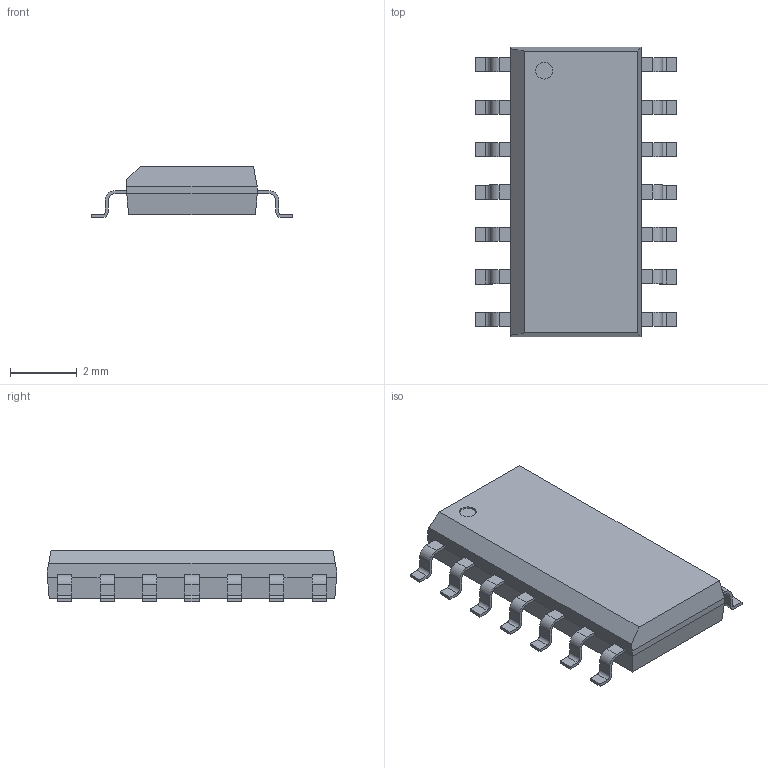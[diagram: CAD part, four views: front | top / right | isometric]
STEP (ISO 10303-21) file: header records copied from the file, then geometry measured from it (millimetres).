
FILE_DESCRIPTION (( 'STEP AP214' ), '1' );
FILE_NAME ('SOIC14.STEP', '2020-10-13T16:24:17', ( '' ), ( '' ), 'SwSTEP 2.0', 'SolidWorks 2018', '' );
FILE_SCHEMA (( 'AUTOMOTIVE_DESIGN' ));
Length unit declared in the file: millimetre
Products named in the file (1): SOIC14
Bounding box: 6 x 8.65 x 1.55 mm (x, y, z)
Volume: 48.1 mm3; surface area: 121.4 mm2
Topology: 1 solids, 1 shells, 199 faces, 554 edges, 358 vertices
Faces by surface type: plane 141, cylinder 58
Entity records: 8535 total; most frequent: CARTESIAN_POINT 1112, ORIENTED_EDGE 1108, DIRECTION 1070, EDGE_CURVE 554, VECTOR 438, LINE 438, VERTEX_POINT 358, AXIS2_PLACEMENT_3D 316
